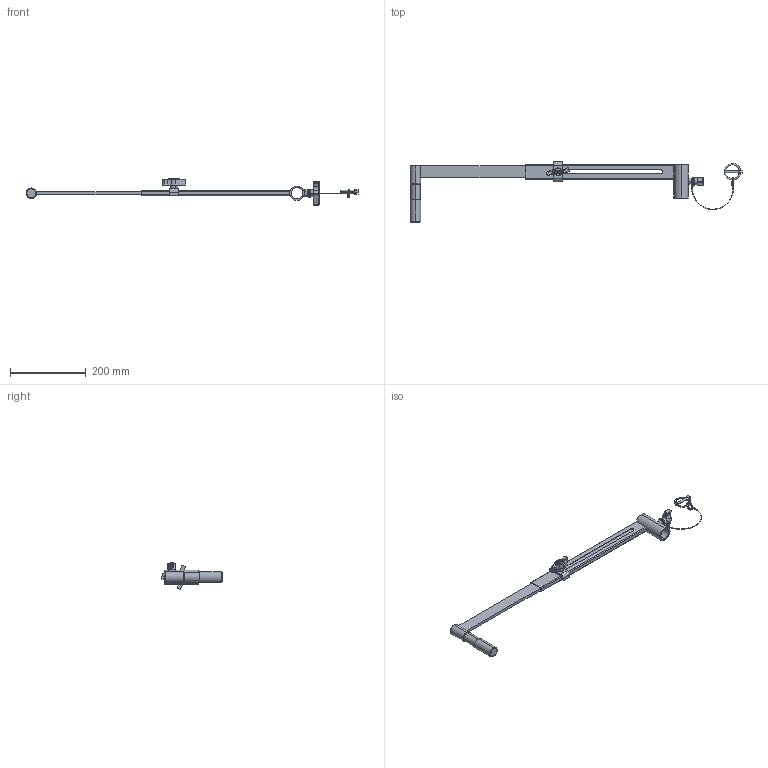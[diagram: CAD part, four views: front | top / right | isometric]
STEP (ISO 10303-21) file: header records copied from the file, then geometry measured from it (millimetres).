
FILE_DESCRIPTION (( 'STEP AP203' ), '1' );
FILE_NAME ('G1305.STEP', '2018-09-27T09:10:49', ( '' ), ( '' ), 'SwSTEP 2.0', 'SolidWorks 2016', '' );
FILE_SCHEMA (( 'CONFIG_CONTROL_DESIGN' ));
Length unit declared in the file: millimetre
Products named in the file (15): T28380; TH2949; TH2950; T21000; TH2945; S2605_Default2; TH2947; G1305; TH1776; S1426; B Washer_Bright washer BS 4320 - M10 (Form B); hex nut style 1 gradeab_doughty fastners - self colour_BS EN 24032 - M10 - D - N; TH2948; TH2946; Doughty Knob_S0153
Assembly tree (16 placements, depth 3):
  G1305
    TH2949
      TH2945
      TH1776
    TH2950
      TH2946
      TH2947
      hex nut style 1 gradeab_doughty fastners - self colour_BS EN 24032 - M10 - D - N
    TH2948
    B Washer_Bright washer BS 4320 - M10 (Form B)
    Doughty Knob_S0153  x2
    T28380
      S2605_Default2
      T21000
      S1426  x2
Bounding box: 874.5 x 158.12 x 69.02 mm (x, y, z)
Volume: 315560.9 mm3; surface area: 148420.6 mm2
Topology: 13 solids, 13 shells, 433 faces, 1038 edges, 662 vertices
Faces by surface type: plane 201, cylinder 144, cone 50, torus 34, bspline 4
Entity records: 11222 total; most frequent: CARTESIAN_POINT 2362, DIRECTION 1611, ORIENTED_EDGE 1430, EDGE_CURVE 715, AXIS2_PLACEMENT_3D 615, VERTEX_POINT 452, LINE 381, VECTOR 381
